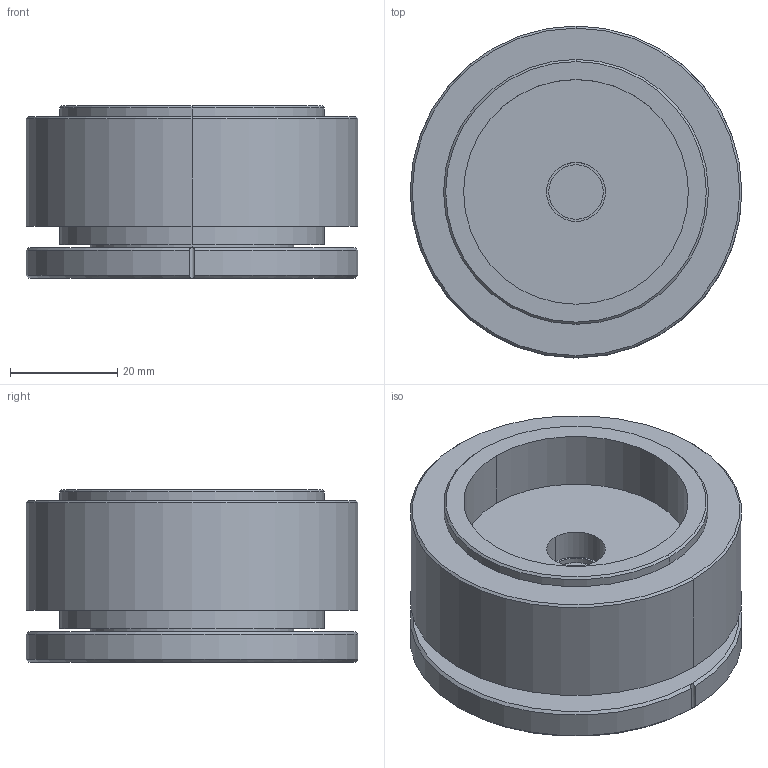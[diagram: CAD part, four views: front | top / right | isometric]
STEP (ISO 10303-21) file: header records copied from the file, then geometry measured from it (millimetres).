
FILE_DESCRIPTION((''),'2;1');
FILE_NAME('_C8-AXXXXX-S-1_ARM_6','2019-08-25T14:45:27',('arco0'),(''),'CREO PARAMETRIC BY PTC INC, 2018420','CREO PARAMETRIC BY PTC INC, 2018420','');
FILE_SCHEMA(('AUTOMOTIVE_DESIGN { 1 0 10303 214 1 1 1 1 }'));
Length unit declared in the file: millimetre
Products named in the file (1): _C8-AXXXXX-S-1_ARM_6
Bounding box: 62 x 62 x 32.2 mm (x, y, z)
Volume: 73108.6 mm3; surface area: 18899.2 mm2
Topology: 1 solids, 1 shells, 134 faces, 292 edges, 178 vertices
Faces by surface type: plane 48, cylinder 46, cone 36, torus 4
Entity records: 4652 total; most frequent: DIRECTION 676, CARTESIAN_POINT 621, ORIENTED_EDGE 568, EDGE_CURVE 284, AXIS2_PLACEMENT_3D 262, VERTEX_POINT 178, EDGE_LOOP 160, VECTOR 152
